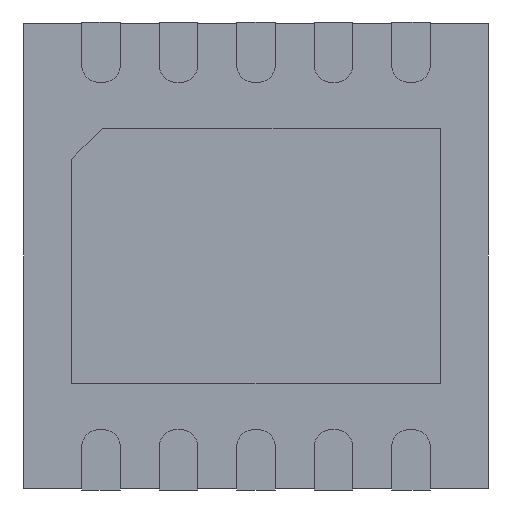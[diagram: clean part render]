
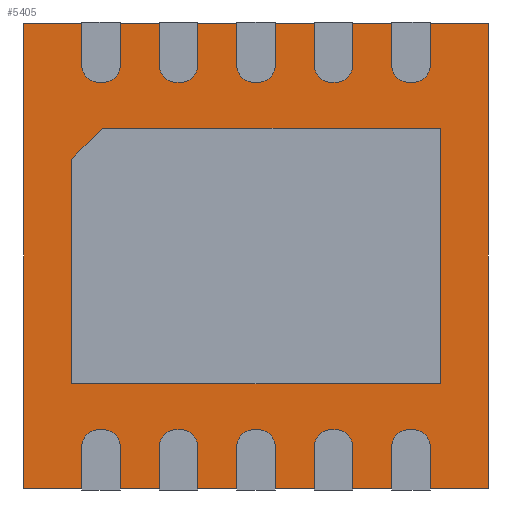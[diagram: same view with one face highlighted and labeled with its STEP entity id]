
A CAD part, front view. The second image highlights one B-rep face of the part: STEP entity #5405.
In plain terms, the highlighted planar face has unit normal (0, -1, 0).
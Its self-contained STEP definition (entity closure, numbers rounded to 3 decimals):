
#550 = CARTESIAN_POINT ( 'NONE',  ( -1.5, 0., -1.5 ) ) ;
#601 = EDGE_CURVE ( 'NONE', #3604, #6587, #2683, .T. ) ;
#836 = DIRECTION ( 'NONE',  ( 1., 0., 0. ) ) ;
#877 = DIRECTION ( 'NONE',  ( 0., 0., 1. ) ) ;
#1109 = CARTESIAN_POINT ( 'NONE',  ( -1.5, 0., 1.5 ) ) ;
#1295 = ORIENTED_EDGE ( 'NONE', *, *, #601, .F. ) ;
#1376 = CARTESIAN_POINT ( 'NONE',  ( 1.5, 0., -1.5 ) ) ;
#1386 = CARTESIAN_POINT ( 'NONE',  ( 1.5, 0., 0. ) ) ;
#1392 = EDGE_LOOP ( 'NONE', ( #2906, #1295, #1535, #4519 ) ) ;
#1535 = ORIENTED_EDGE ( 'NONE', *, *, #2674, .F. ) ;
#2674 = EDGE_CURVE ( 'NONE', #5196, #3604, #4276, .T. ) ;
#2683 = LINE ( 'NONE', #4569, #5960 ) ;
#2906 = ORIENTED_EDGE ( 'NONE', *, *, #7934, .F. ) ;
#3069 = CARTESIAN_POINT ( 'NONE',  ( 0., 0., -1.5 ) ) ;
#3070 = VERTEX_POINT ( 'NONE', #4620 ) ;
#3604 = VERTEX_POINT ( 'NONE', #550 ) ;
#3624 = DIRECTION ( 'NONE',  ( 0., 1., 0. ) ) ;
#3734 = LINE ( 'NONE', #1386, #7004 ) ;
#3825 = CARTESIAN_POINT ( 'NONE',  ( 0., 0., 1.5 ) ) ;
#4195 = VECTOR ( 'NONE', #836, 1000. ) ;
#4217 = AXIS2_PLACEMENT_3D ( 'NONE', #7291, #3624, #7902 ) ;
#4276 = LINE ( 'NONE', #3069, #7532 ) ;
#4519 = ORIENTED_EDGE ( 'NONE', *, *, #7365, .F. ) ;
#4569 = CARTESIAN_POINT ( 'NONE',  ( -1.5, 0., 0. ) ) ;
#4620 = CARTESIAN_POINT ( 'NONE',  ( 1.5, 0., 1.5 ) ) ;
#5196 = VERTEX_POINT ( 'NONE', #1376 ) ;
#5405 = ADVANCED_FACE ( 'NONE', ( #6392 ), #6658, .F. ) ;
#5679 = DIRECTION ( 'NONE',  ( 0., 0., -1. ) ) ;
#5960 = VECTOR ( 'NONE', #877, 1000. ) ;
#6392 = FACE_OUTER_BOUND ( 'NONE', #1392, .T. ) ;
#6587 = VERTEX_POINT ( 'NONE', #1109 ) ;
#6658 = PLANE ( 'NONE',  #4217 ) ;
#7004 = VECTOR ( 'NONE', #5679, 1000. ) ;
#7291 = CARTESIAN_POINT ( 'NONE',  ( 0., 0., 0. ) ) ;
#7323 = DIRECTION ( 'NONE',  ( -1., 0., 0. ) ) ;
#7365 = EDGE_CURVE ( 'NONE', #3070, #5196, #3734, .T. ) ;
#7435 = LINE ( 'NONE', #3825, #4195 ) ;
#7532 = VECTOR ( 'NONE', #7323, 1000. ) ;
#7902 = DIRECTION ( 'NONE',  ( 0., 0., 1. ) ) ;
#7934 = EDGE_CURVE ( 'NONE', #6587, #3070, #7435, .T. ) ;
